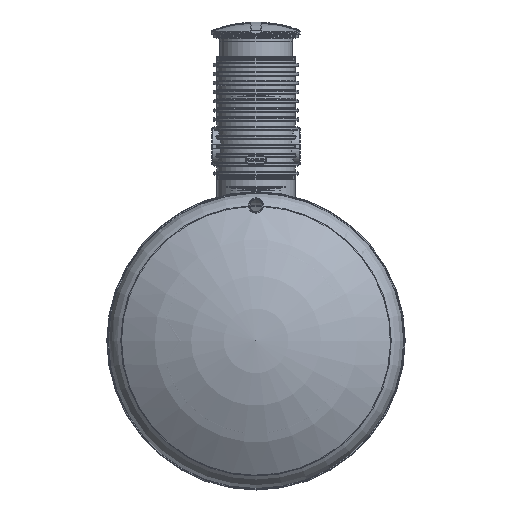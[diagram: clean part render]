
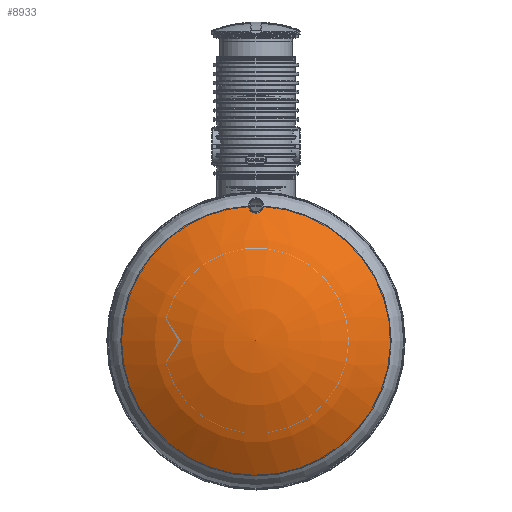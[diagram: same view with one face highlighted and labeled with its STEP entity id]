
A CAD part, front view. The second image highlights one B-rep face of the part: STEP entity #8933.
In plain terms, the highlighted toroidal (fillet/blend) face has major radius 3.957 mm and minor radius 2000 mm.
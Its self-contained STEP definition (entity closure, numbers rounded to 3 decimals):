
#18=DEGENERATE_TOROIDAL_SURFACE('',#10130,3.957,2000.,.F.);
#25=VERTEX_LOOP('',#5965);
#1525=B_SPLINE_CURVE_WITH_KNOTS('',3,(#21224,#21225,#21226,#21227,#21228,
#21229,#21230,#21231,#21232,#21233,#21234,#21235,#21236,#21237,#21238,#21239,
#21240,#21241,#21242,#21243,#21244,#21245,#21246,#21247,#21248,#21249,#21250,
#21251,#21252),.UNSPECIFIED.,.F.,.F.,(4,1,1,1,1,1,1,1,1,1,1,1,1,1,1,1,1,
1,1,1,1,1,1,1,1,1,4),(0.,0.012,0.023,
0.029,0.035,0.046,0.052,
0.058,0.064,0.07,0.075,
0.081,0.087,0.093,0.099,
0.104,0.116,0.122,0.127,
0.133,0.139,0.151,0.156,
0.162,0.168,0.174,0.185),
 .UNSPECIFIED.);
#3882=ORIENTED_EDGE('',*,*,#5096,.F.);
#3883=ORIENTED_EDGE('',*,*,#5097,.T.);
#5096=EDGE_CURVE('',#5963,#5964,#6494,.T.);
#5097=EDGE_CURVE('',#5963,#5964,#1525,.T.);
#5963=VERTEX_POINT('',#21222);
#5964=VERTEX_POINT('',#21223);
#5965=VERTEX_POINT('',#21253);
#6494=CIRCLE('',#10131,1151.714);
#7320=EDGE_LOOP('',(#3882,#3883));
#8165=FACE_BOUND('',#7320,.T.);
#8166=FACE_BOUND('',#25,.T.);
#8933=ADVANCED_FACE('',(#8165,#8166),#18,.F.);
#10130=AXIS2_PLACEMENT_3D('',#21220,#12583,#12584);
#10131=AXIS2_PLACEMENT_3D('',#21221,#12585,#12586);
#12583=DIRECTION('',(0.,0.,-1.));
#12584=DIRECTION('',(-1.,0.,0.));
#12585=DIRECTION('',(0.,0.,-1.));
#12586=DIRECTION('',(-1.,0.,0.));
#21220=CARTESIAN_POINT('',(0.,0.,-1552.241));
#21221=CARTESIAN_POINT('',(0.,0.,80.066));
#21222=CARTESIAN_POINT('',(54.96,1150.402,80.066));
#21223=CARTESIAN_POINT('',(-54.96,1150.402,80.066));
#21224=CARTESIAN_POINT('',(54.96,1150.402,80.066));
#21225=CARTESIAN_POINT('',(54.838,1147.203,82.332));
#21226=CARTESIAN_POINT('',(54.04,1140.891,86.795));
#21227=CARTESIAN_POINT('',(51.697,1133.234,92.187));
#21228=CARTESIAN_POINT('',(48.933,1127.223,96.408));
#21229=CARTESIAN_POINT('',(45.602,1121.438,100.462));
#21230=CARTESIAN_POINT('',(41.469,1116.075,104.21));
#21231=CARTESIAN_POINT('',(36.384,1111.138,107.653));
#21232=CARTESIAN_POINT('',(32.19,1107.796,109.98));
#21233=CARTESIAN_POINT('',(27.626,1104.834,112.04));
#21234=CARTESIAN_POINT('',(22.613,1102.256,113.83));
#21235=CARTESIAN_POINT('',(17.325,1100.198,115.258));
#21236=CARTESIAN_POINT('',(11.832,1098.685,116.307));
#21237=CARTESIAN_POINT('',(6.06,1097.729,116.97));
#21238=CARTESIAN_POINT('',(0.179,1097.397,117.199));
#21239=CARTESIAN_POINT('',(-5.62,1097.683,117.001));
#21240=CARTESIAN_POINT('',(-13.383,1098.903,116.156));
#21241=CARTESIAN_POINT('',(-20.637,1101.274,114.512));
#21242=CARTESIAN_POINT('',(-27.361,1104.68,112.147));
#21243=CARTESIAN_POINT('',(-31.962,1107.632,110.094));
#21244=CARTESIAN_POINT('',(-36.199,1110.975,107.766));
#21245=CARTESIAN_POINT('',(-41.302,1115.887,104.342));
#21246=CARTESIAN_POINT('',(-45.491,1121.267,100.582));
#21247=CARTESIAN_POINT('',(-48.867,1127.096,96.497));
#21248=CARTESIAN_POINT('',(-50.938,1131.565,93.359));
#21249=CARTESIAN_POINT('',(-52.587,1136.144,90.138));
#21250=CARTESIAN_POINT('',(-54.234,1142.402,85.727));
#21251=CARTESIAN_POINT('',(-54.838,1147.197,82.337));
#21252=CARTESIAN_POINT('',(-54.96,1150.402,80.066));
#21253=CARTESIAN_POINT('',(0.,0.,447.755));
